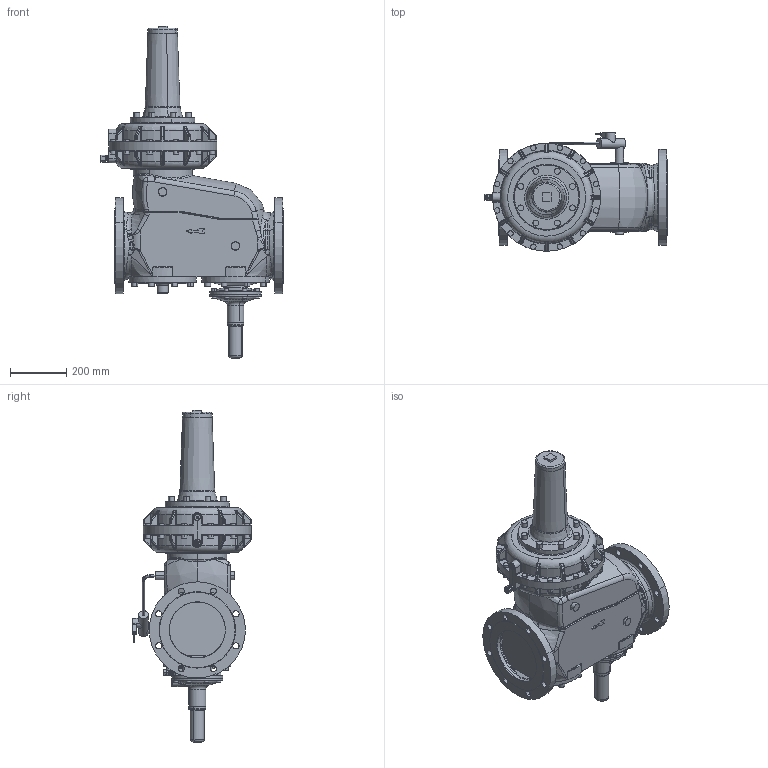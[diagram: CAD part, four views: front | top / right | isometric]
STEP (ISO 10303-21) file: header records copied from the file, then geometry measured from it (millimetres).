
FILE_DESCRIPTION(('CATIA V5 STEP Exchange'),'2;1');
FILE_NAME('RS250 DN200 385 ANSI.stp','2023-04-28T06:35:50+00:00',('none'),('none'),'CATIA Version 5-6 Release 2018 SP2','CATIA V5 STEP AP203','none');
FILE_SCHEMA(('CONFIG_CONTROL_DESIGN'));
Products named in the file (1): Product3
Assembly tree (2 placements, depth 2):
  Product3
    #57
    #102381
Bounding box: 650.3 x 423 x 1184.5 mm (x, y, z)
Volume: 67465407.8 mm3; surface area: 1835619.2 mm2
Topology: 3 solids, 32 shells, 2093 faces, 5042 edges, 2972 vertices
Faces by surface type: cylinder 773, torus 407, plane 351, bspline 340, cone 143, sphere 78, revolution 1
Entity records: 105638 total; most frequent: CARTESIAN_POINT 65395, ORIENTED_EDGE 9802, DIRECTION 5311, EDGE_CURVE 4901, VERTEX_POINT 2972, AXIS2_PLACEMENT_3D 2961, EDGE_LOOP 2237, ADVANCED_FACE 2093
